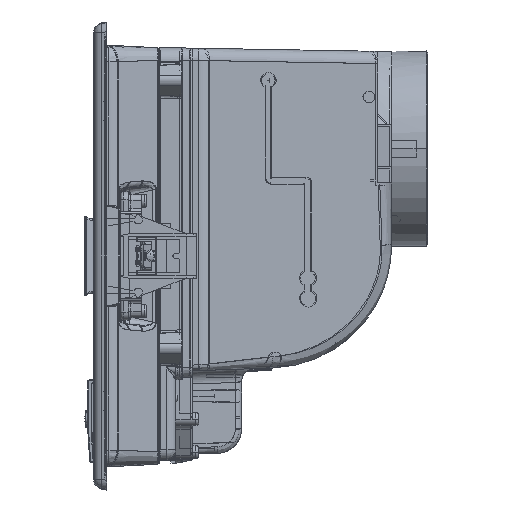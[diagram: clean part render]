
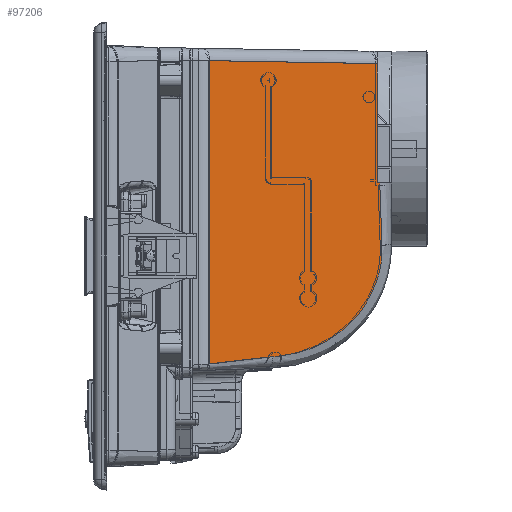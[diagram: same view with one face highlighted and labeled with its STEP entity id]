
A CAD part, left-side view. The second image highlights one B-rep face of the part: STEP entity #97206.
In plain terms, the highlighted planar face has unit normal (-0.707, -0.707, 0).
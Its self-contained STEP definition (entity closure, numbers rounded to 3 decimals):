
#73671=CARTESIAN_POINT('',(-106.38,-135.142,6.5));
#73672=CARTESIAN_POINT('',(-106.347,-135.176,
5.748));
#73673=CARTESIAN_POINT('',(-106.31,-135.212,
4.237));
#73674=CARTESIAN_POINT('',(-106.346,-135.176,
1.948));
#73675=CARTESIAN_POINT('',(-106.475,-135.047,
-0.364));
#73676=CARTESIAN_POINT('',(-106.7,-134.822,
-2.698));
#73677=CARTESIAN_POINT('',(-107.023,-134.499,
-5.053));
#73678=CARTESIAN_POINT('',(-107.447,-134.076,
-7.43));
#73679=CARTESIAN_POINT('',(-107.975,-133.547,
-9.827));
#73680=CARTESIAN_POINT('',(-108.611,-132.911,
-12.244));
#73681=CARTESIAN_POINT('',(-109.36,-132.162,
-14.679));
#73682=CARTESIAN_POINT('',(-110.227,-131.295,
-17.13));
#73683=CARTESIAN_POINT('',(-111.216,-130.307,
-19.595));
#73684=CARTESIAN_POINT('',(-112.332,-129.19,
-22.072));
#73685=CARTESIAN_POINT('',(-113.582,-127.941,
-24.555));
#73686=CARTESIAN_POINT('',(-114.97,-126.552,
-27.042));
#73687=CARTESIAN_POINT('',(-116.504,-125.018,
-29.526));
#73688=CARTESIAN_POINT('',(-118.19,-123.333,
-32.));
#73689=CARTESIAN_POINT('',(-120.032,-121.491,
-34.458));
#73690=CARTESIAN_POINT('',(-122.036,-119.486,
-36.89));
#73691=CARTESIAN_POINT('',(-124.208,-117.314,
-39.286));
#73692=CARTESIAN_POINT('',(-126.552,-114.971,
-41.635));
#73693=CARTESIAN_POINT('',(-129.07,-112.452,
-43.924));
#73694=CARTESIAN_POINT('',(-131.765,-109.757,
-46.139));
#73695=CARTESIAN_POINT('',(-134.638,-106.885,
-48.265));
#73696=CARTESIAN_POINT('',(-137.686,-103.836,
-50.286));
#73697=CARTESIAN_POINT('',(-140.907,-100.615,
-52.185));
#73698=CARTESIAN_POINT('',(-144.294,-97.228,
-53.944));
#73699=CARTESIAN_POINT('',(-147.84,-93.682,
-55.547));
#73700=CARTESIAN_POINT('',(-151.533,-89.989,
-56.974));
#73701=CARTESIAN_POINT('',(-155.359,-86.163,
-58.21));
#73702=CARTESIAN_POINT('',(-159.301,-82.221,
-59.238));
#73703=CARTESIAN_POINT('',(-163.341,-78.181,
-60.045));
#73704=CARTESIAN_POINT('',(-166.079,-75.443,
-60.428));
#73705=CARTESIAN_POINT('',(-167.461,-74.061,
-60.579));
#73724=CARTESIAN_POINT('',(-167.461,-74.061,
-60.579));
#73725=CARTESIAN_POINT('',(-168.035,-73.487,
-60.642));
#73726=CARTESIAN_POINT('',(-169.177,-72.346,
-60.765));
#73727=CARTESIAN_POINT('',(-170.876,-70.646,
-60.946));
#73728=CARTESIAN_POINT('',(-171.989,-69.533,
-61.067));
#73729=CARTESIAN_POINT('',(-172.541,-68.981,
-61.127));
#73738=CARTESIAN_POINT('',(-172.541,-68.981,
-61.127));
#73739=CARTESIAN_POINT('',(-176.789,-64.734,
-61.594));
#73740=CARTESIAN_POINT('',(-185.289,-56.233,
-62.574));
#73741=CARTESIAN_POINT('',(-198.842,-42.68,
-64.179));
#73742=CARTESIAN_POINT('',(-206.855,-34.667,
-65.086));
#73743=CARTESIAN_POINT('',(-210.737,-30.785,
-65.505));
#73819=DIRECTION('',(0.,0.,1.));
#73820=VECTOR('',#73819,184.059);
#73821=CARTESIAN_POINT('',(-210.737,-30.785,
-65.505));
#73822=LINE('',#73821,#73820);
#73827=CARTESIAN_POINT('',(-210.737,-30.785,
118.554));
#73860=DIRECTION('',(-0.707,0.707,0.012));
#73861=VECTOR('',#73860,143.628);
#73862=CARTESIAN_POINT('',(-109.184,-132.338,
116.781));
#73863=LINE('',#73862,#73861);
#73873=DIRECTION('',(0.,0.,-1.));
#73874=VECTOR('',#73873,62.89);
#73875=CARTESIAN_POINT('',(-109.022,-132.5,107.19));
#73876=LINE('',#73875,#73874);
#73877=DIRECTION('',(-0.707,0.707,0.));
#73878=VECTOR('',#73877,1.838);
#73879=CARTESIAN_POINT('',(-107.723,-133.8,44.3));
#73880=LINE('',#73879,#73878);
#73934=CARTESIAN_POINT('',(-107.723,-133.8,44.3));
#73935=CARTESIAN_POINT('',(-107.593,-133.929,
39.653));
#73936=CARTESIAN_POINT('',(-107.32,-134.202,
30.658));
#73937=CARTESIAN_POINT('',(-106.872,-134.651,
18.088));
#73938=CARTESIAN_POINT('',(-106.547,-134.975,
10.267));
#73939=CARTESIAN_POINT('',(-106.38,-135.142,6.5));
#73941=CARTESIAN_POINT('',(-109.184,-132.338,
116.781));
#73942=CARTESIAN_POINT('',(-109.157,-132.366,
115.158));
#73943=CARTESIAN_POINT('',(-109.102,-132.42,
111.937));
#73944=CARTESIAN_POINT('',(-109.049,-132.473,
108.764));
#73945=CARTESIAN_POINT('',(-109.022,-132.5,107.19));
#83886=VERTEX_POINT('',#73671);
#83887=VERTEX_POINT('',#73705);
#83910=VERTEX_POINT('',#73729);
#83912=VERTEX_POINT('',#73743);
#84216=VERTEX_POINT('',#73827);
#84219=CARTESIAN_POINT('',(-109.184,-132.338,
116.781));
#84220=VERTEX_POINT('',#84219);
#84497=CARTESIAN_POINT('',(-109.022,-132.5,107.19));
#84498=CARTESIAN_POINT('',(-109.022,-132.5,44.3));
#84499=VERTEX_POINT('',#84497);
#84500=VERTEX_POINT('',#84498);
#84501=CARTESIAN_POINT('',(-107.723,-133.8,44.3));
#84502=VERTEX_POINT('',#84501);
#97186=CARTESIAN_POINT('',(-100.522,-141.,151.25));
#97187=DIRECTION('',(0.707,0.707,0.));
#97188=DIRECTION('',(-0.707,0.707,0.));
#97189=AXIS2_PLACEMENT_3D('',#97186,#97187,#97188);
#97190=PLANE('',#97189);
#97192=ORIENTED_EDGE('',*,*,#97191,.T.);
#97194=ORIENTED_EDGE('',*,*,#97193,.F.);
#97196=ORIENTED_EDGE('',*,*,#97195,.T.);
#97197=ORIENTED_EDGE('',*,*,#96849,.T.);
#97198=ORIENTED_EDGE('',*,*,#96893,.T.);
#97199=ORIENTED_EDGE('',*,*,#96934,.T.);
#97200=ORIENTED_EDGE('',*,*,#97095,.T.);
#97201=ORIENTED_EDGE('',*,*,#97177,.F.);
#97203=ORIENTED_EDGE('',*,*,#97202,.T.);
#97204=EDGE_LOOP('',(#97192,#97194,#97196,#97197,#97198,#97199,#97200,#97201,
#97203));
#97205=FACE_OUTER_BOUND('',#97204,.F.);
#97206=ADVANCED_FACE('',(#97205),#97190,.F.);
#73706=B_SPLINE_CURVE_WITH_KNOTS('',3,(#73671,#73672,#73673,#73674,#73675,
#73676,#73677,#73678,#73679,#73680,#73681,#73682,#73683,#73684,#73685,#73686,
#73687,#73688,#73689,#73690,#73691,#73692,#73693,#73694,#73695,#73696,#73697,
#73698,#73699,#73700,#73701,#73702,#73703,#73704,#73705),.UNSPECIFIED.,.F.,.F.,(
4,1,1,1,1,1,1,1,1,1,1,1,1,1,1,1,1,1,1,1,1,1,1,1,1,1,1,1,1,1,1,1,4),(0.,
0.031,0.063,0.094,0.125,0.156,0.188,0.219,0.25,0.281,
0.313,0.344,0.375,0.406,0.438,0.469,0.5,0.531,
0.563,0.594,0.625,0.656,0.688,0.719,0.75,0.781,
0.813,0.844,0.875,0.906,0.938,0.969,1.),.UNSPECIFIED.);
#73730=B_SPLINE_CURVE_WITH_KNOTS('',3,(#73724,#73725,#73726,#73727,#73728,
#73729),.UNSPECIFIED.,.F.,.F.,(4,1,1,4),(0.,0.333,
0.667,1.),.UNSPECIFIED.);
#73744=B_SPLINE_CURVE_WITH_KNOTS('',3,(#73738,#73739,#73740,#73741,#73742,
#73743),.UNSPECIFIED.,.F.,.F.,(4,1,1,4),(0.,0.333,
0.667,1.),.UNSPECIFIED.);
#73940=B_SPLINE_CURVE_WITH_KNOTS('',3,(#73934,#73935,#73936,#73937,#73938,
#73939),.UNSPECIFIED.,.F.,.F.,(4,1,1,4),(0.,0.333,
0.667,1.),.UNSPECIFIED.);
#73946=B_SPLINE_CURVE_WITH_KNOTS('',3,(#73941,#73942,#73943,#73944,#73945),
.UNSPECIFIED.,.F.,.F.,(4,1,4),(0.,0.5,1.),.UNSPECIFIED.);
#96849=EDGE_CURVE('',#83886,#83887,#73706,.T.);
#96893=EDGE_CURVE('',#83887,#83910,#73730,.T.);
#96934=EDGE_CURVE('',#83910,#83912,#73744,.T.);
#97095=EDGE_CURVE('',#83912,#84216,#73822,.T.);
#97177=EDGE_CURVE('',#84220,#84216,#73863,.T.);
#97191=EDGE_CURVE('',#84499,#84500,#73876,.T.);
#97193=EDGE_CURVE('',#84502,#84500,#73880,.T.);
#97195=EDGE_CURVE('',#84502,#83886,#73940,.T.);
#97202=EDGE_CURVE('',#84220,#84499,#73946,.T.);
